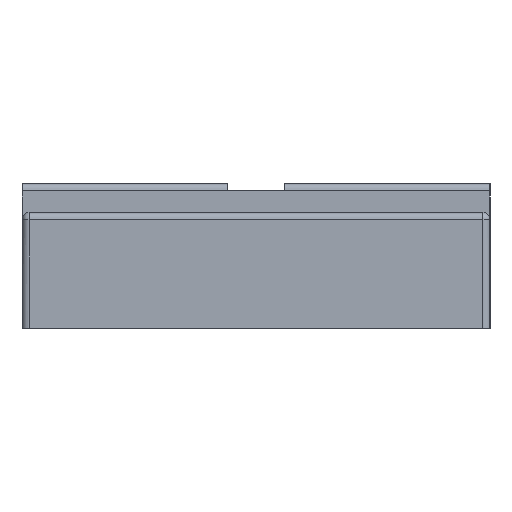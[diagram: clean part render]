
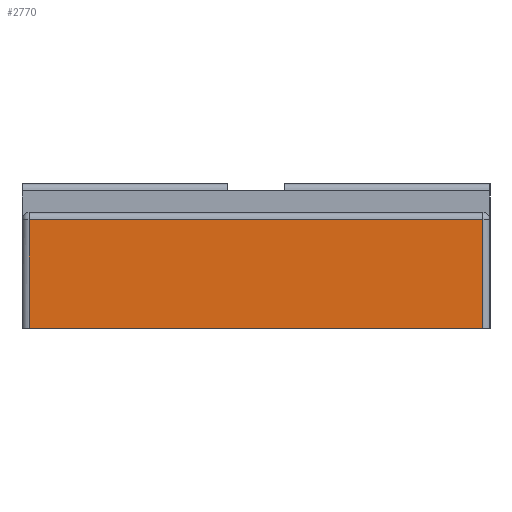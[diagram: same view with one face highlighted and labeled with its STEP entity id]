
A CAD part, left-side view. The second image highlights one B-rep face of the part: STEP entity #2770.
In plain terms, the highlighted planar face has unit normal (-1, 0, 0).
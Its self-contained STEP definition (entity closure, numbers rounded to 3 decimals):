
#1413 = VERTEX_POINT('',#1414);
#1414 = CARTESIAN_POINT('',(-60.85,-15.65,7.5));
#1421 = EDGE_CURVE('',#1413,#1422,#1424,.T.);
#1422 = VERTEX_POINT('',#1423);
#1423 = CARTESIAN_POINT('',(-60.85,-15.65,0.));
#1424 = B_SPLINE_CURVE_WITH_KNOTS('',2,(#1425,#1426,#1427,#1428,#1429),
  .UNSPECIFIED.,.F.,.F.,(3,1,1,3),(-0.392,0.,8.,8.392),
  .UNSPECIFIED.);
#1425 = CARTESIAN_POINT('',(-60.85,-15.65,8.392));
#1426 = CARTESIAN_POINT('',(-60.85,-15.65,8.196));
#1427 = CARTESIAN_POINT('',(-60.85,-15.65,4.));
#1428 = CARTESIAN_POINT('',(-60.85,-15.65,-0.196));
#1429 = CARTESIAN_POINT('',(-60.85,-15.65,-0.392));
#1539 = EDGE_CURVE('',#1540,#1422,#1542,.T.);
#1540 = VERTEX_POINT('',#1541);
#1541 = CARTESIAN_POINT('',(-60.85,15.65,0.));
#1542 = LINE('',#1543,#1544);
#1543 = CARTESIAN_POINT('',(-60.85,16.15,0.));
#1544 = VECTOR('',#1545,1.);
#1545 = DIRECTION('',(0.,-1.,0.));
#2247 = VERTEX_POINT('',#2248);
#2248 = CARTESIAN_POINT('',(-60.85,15.65,7.5));
#2255 = EDGE_CURVE('',#2247,#1540,#2256,.T.);
#2256 = B_SPLINE_CURVE_WITH_KNOTS('',2,(#2257,#2258,#2259,#2260,#2261),
  .UNSPECIFIED.,.F.,.F.,(3,1,1,3),(-0.392,0.,8.,8.392),
  .UNSPECIFIED.);
#2257 = CARTESIAN_POINT('',(-60.85,15.65,8.392));
#2258 = CARTESIAN_POINT('',(-60.85,15.65,8.196));
#2259 = CARTESIAN_POINT('',(-60.85,15.65,4.));
#2260 = CARTESIAN_POINT('',(-60.85,15.65,-0.196));
#2261 = CARTESIAN_POINT('',(-60.85,15.65,-0.392));
#2770 = ADVANCED_FACE('',(#2771),#2782,.T.);
#2771 = FACE_BOUND('',#2772,.T.);
#2772 = EDGE_LOOP('',(#2773,#2774,#2775,#2781));
#2773 = ORIENTED_EDGE('',*,*,#1539,.T.);
#2774 = ORIENTED_EDGE('',*,*,#1421,.F.);
#2775 = ORIENTED_EDGE('',*,*,#2776,.F.);
#2776 = EDGE_CURVE('',#2247,#1413,#2777,.T.);
#2777 = LINE('',#2778,#2779);
#2778 = CARTESIAN_POINT('',(-60.85,16.15,7.5));
#2779 = VECTOR('',#2780,1.);
#2780 = DIRECTION('',(0.,-1.,0.));
#2781 = ORIENTED_EDGE('',*,*,#2255,.T.);
#2782 = PLANE('',#2783);
#2783 = AXIS2_PLACEMENT_3D('',#2784,#2785,#2786);
#2784 = CARTESIAN_POINT('',(-60.85,0.,4.));
#2785 = DIRECTION('',(-1.,0.,0.));
#2786 = DIRECTION('',(0.,0.,-1.));
